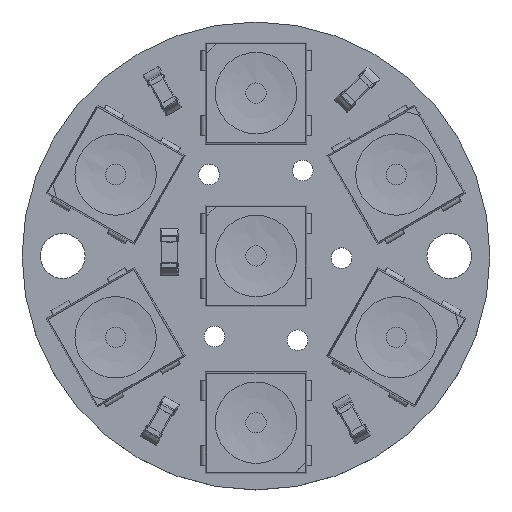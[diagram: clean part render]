
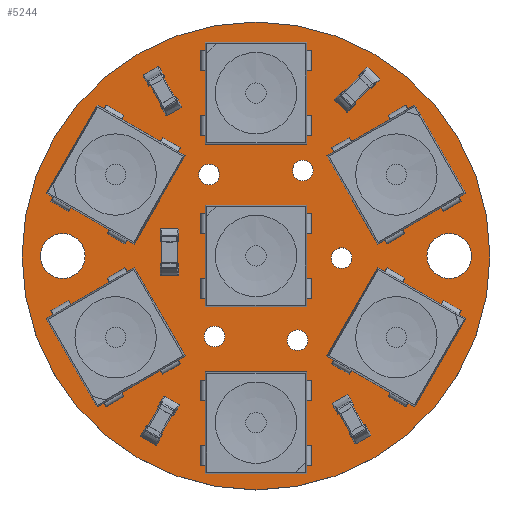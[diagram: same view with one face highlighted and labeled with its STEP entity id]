
A CAD part, top view. The second image highlights one B-rep face of the part: STEP entity #5244.
In plain terms, the highlighted planar face has unit normal (0, 0, 1).
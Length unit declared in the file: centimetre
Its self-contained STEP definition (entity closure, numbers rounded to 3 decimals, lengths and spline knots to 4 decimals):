
#1211=PLANE('',#5625);
#1389=FACE_BOUND('',#1814,.T.);
#1390=FACE_BOUND('',#1815,.T.);
#1391=FACE_BOUND('',#1816,.T.);
#1392=FACE_BOUND('',#1817,.T.);
#1393=FACE_BOUND('',#1818,.T.);
#1394=FACE_BOUND('',#1819,.T.);
#1395=FACE_BOUND('',#1820,.T.);
#1396=FACE_BOUND('',#1821,.T.);
#1397=FACE_BOUND('',#1822,.T.);
#1398=FACE_BOUND('',#1823,.T.);
#1399=FACE_BOUND('',#1824,.T.);
#1400=FACE_BOUND('',#1825,.T.);
#1401=FACE_BOUND('',#1826,.T.);
#1402=FACE_BOUND('',#1827,.T.);
#1403=FACE_BOUND('',#1828,.T.);
#1404=FACE_BOUND('',#1829,.T.);
#1405=FACE_BOUND('',#1830,.T.);
#1406=FACE_BOUND('',#1831,.T.);
#1407=FACE_BOUND('',#1832,.T.);
#1408=FACE_BOUND('',#1833,.T.);
#1409=FACE_BOUND('',#1834,.T.);
#1410=FACE_BOUND('',#1835,.T.);
#1471=FACE_OUTER_BOUND('',#1813,.T.);
#1813=EDGE_LOOP('',(#3673));
#1814=EDGE_LOOP('',(#3674));
#1815=EDGE_LOOP('',(#3675));
#1816=EDGE_LOOP('',(#3676));
#1817=EDGE_LOOP('',(#3677));
#1818=EDGE_LOOP('',(#3678));
#1819=EDGE_LOOP('',(#3679));
#1820=EDGE_LOOP('',(#3680));
#1821=EDGE_LOOP('',(#3681));
#1822=EDGE_LOOP('',(#3682));
#1823=EDGE_LOOP('',(#3683));
#1824=EDGE_LOOP('',(#3684));
#1825=EDGE_LOOP('',(#3685));
#1826=EDGE_LOOP('',(#3686));
#1827=EDGE_LOOP('',(#3687));
#1828=EDGE_LOOP('',(#3688));
#1829=EDGE_LOOP('',(#3689));
#1830=EDGE_LOOP('',(#3690));
#1831=EDGE_LOOP('',(#3691));
#1832=EDGE_LOOP('',(#3692));
#1833=EDGE_LOOP('',(#3693));
#1834=EDGE_LOOP('',(#3694));
#1835=EDGE_LOOP('',(#3695));
#2168=CIRCLE('',#5557,0.02);
#2170=CIRCLE('',#5560,0.02);
#2172=CIRCLE('',#5563,0.02);
#2174=CIRCLE('',#5566,0.02);
#2176=CIRCLE('',#5569,0.02);
#2178=CIRCLE('',#5572,0.02);
#2180=CIRCLE('',#5575,0.02);
#2182=CIRCLE('',#5578,0.02);
#2184=CIRCLE('',#5581,0.02);
#2186=CIRCLE('',#5584,0.02);
#2188=CIRCLE('',#5587,0.02);
#2190=CIRCLE('',#5590,0.02);
#2192=CIRCLE('',#5593,0.02);
#2194=CIRCLE('',#5596,0.02);
#2196=CIRCLE('',#5599,0.02);
#2198=CIRCLE('',#5602,0.0508);
#2200=CIRCLE('',#5605,0.0508);
#2202=CIRCLE('',#5608,0.0508);
#2204=CIRCLE('',#5611,0.0508);
#2206=CIRCLE('',#5614,0.0508);
#2208=CIRCLE('',#5617,0.11);
#2210=CIRCLE('',#5620,0.11);
#2212=CIRCLE('',#5623,1.15);
#2398=VERTEX_POINT('',#7779);
#2400=VERTEX_POINT('',#7784);
#2402=VERTEX_POINT('',#7789);
#2404=VERTEX_POINT('',#7794);
#2406=VERTEX_POINT('',#7799);
#2408=VERTEX_POINT('',#7804);
#2410=VERTEX_POINT('',#7809);
#2412=VERTEX_POINT('',#7814);
#2414=VERTEX_POINT('',#7819);
#2416=VERTEX_POINT('',#7824);
#2418=VERTEX_POINT('',#7829);
#2420=VERTEX_POINT('',#7834);
#2422=VERTEX_POINT('',#7839);
#2424=VERTEX_POINT('',#7844);
#2426=VERTEX_POINT('',#7849);
#2428=VERTEX_POINT('',#7854);
#2430=VERTEX_POINT('',#7859);
#2432=VERTEX_POINT('',#7864);
#2434=VERTEX_POINT('',#7869);
#2436=VERTEX_POINT('',#7874);
#2438=VERTEX_POINT('',#7879);
#2440=VERTEX_POINT('',#7884);
#2442=VERTEX_POINT('',#7889);
#2886=EDGE_CURVE('',#2398,#2398,#2168,.T.);
#2888=EDGE_CURVE('',#2400,#2400,#2170,.T.);
#2890=EDGE_CURVE('',#2402,#2402,#2172,.T.);
#2892=EDGE_CURVE('',#2404,#2404,#2174,.T.);
#2894=EDGE_CURVE('',#2406,#2406,#2176,.T.);
#2896=EDGE_CURVE('',#2408,#2408,#2178,.T.);
#2898=EDGE_CURVE('',#2410,#2410,#2180,.T.);
#2900=EDGE_CURVE('',#2412,#2412,#2182,.T.);
#2902=EDGE_CURVE('',#2414,#2414,#2184,.T.);
#2904=EDGE_CURVE('',#2416,#2416,#2186,.T.);
#2906=EDGE_CURVE('',#2418,#2418,#2188,.T.);
#2908=EDGE_CURVE('',#2420,#2420,#2190,.T.);
#2910=EDGE_CURVE('',#2422,#2422,#2192,.T.);
#2912=EDGE_CURVE('',#2424,#2424,#2194,.T.);
#2914=EDGE_CURVE('',#2426,#2426,#2196,.T.);
#2916=EDGE_CURVE('',#2428,#2428,#2198,.T.);
#2918=EDGE_CURVE('',#2430,#2430,#2200,.T.);
#2920=EDGE_CURVE('',#2432,#2432,#2202,.T.);
#2922=EDGE_CURVE('',#2434,#2434,#2204,.T.);
#2924=EDGE_CURVE('',#2436,#2436,#2206,.T.);
#2926=EDGE_CURVE('',#2438,#2438,#2208,.T.);
#2928=EDGE_CURVE('',#2440,#2440,#2210,.T.);
#2930=EDGE_CURVE('',#2442,#2442,#2212,.T.);
#3673=ORIENTED_EDGE('',*,*,#2930,.T.);
#3674=ORIENTED_EDGE('',*,*,#2886,.T.);
#3675=ORIENTED_EDGE('',*,*,#2888,.T.);
#3676=ORIENTED_EDGE('',*,*,#2890,.T.);
#3677=ORIENTED_EDGE('',*,*,#2892,.T.);
#3678=ORIENTED_EDGE('',*,*,#2894,.T.);
#3679=ORIENTED_EDGE('',*,*,#2896,.T.);
#3680=ORIENTED_EDGE('',*,*,#2898,.T.);
#3681=ORIENTED_EDGE('',*,*,#2900,.T.);
#3682=ORIENTED_EDGE('',*,*,#2902,.T.);
#3683=ORIENTED_EDGE('',*,*,#2904,.T.);
#3684=ORIENTED_EDGE('',*,*,#2906,.T.);
#3685=ORIENTED_EDGE('',*,*,#2908,.T.);
#3686=ORIENTED_EDGE('',*,*,#2910,.T.);
#3687=ORIENTED_EDGE('',*,*,#2912,.T.);
#3688=ORIENTED_EDGE('',*,*,#2914,.T.);
#3689=ORIENTED_EDGE('',*,*,#2916,.T.);
#3690=ORIENTED_EDGE('',*,*,#2918,.T.);
#3691=ORIENTED_EDGE('',*,*,#2920,.T.);
#3692=ORIENTED_EDGE('',*,*,#2922,.T.);
#3693=ORIENTED_EDGE('',*,*,#2924,.T.);
#3694=ORIENTED_EDGE('',*,*,#2926,.T.);
#3695=ORIENTED_EDGE('',*,*,#2928,.T.);
#5244=ADVANCED_FACE('',(#1471,#1389,#1390,#1391,#1392,#1393,#1394,#1395,
#1396,#1397,#1398,#1399,#1400,#1401,#1402,#1403,#1404,#1405,#1406,#1407,
#1408,#1409,#1410),#1211,.T.);
#5557=AXIS2_PLACEMENT_3D('',#7780,#6156,#6157);
#5560=AXIS2_PLACEMENT_3D('',#7785,#6162,#6163);
#5563=AXIS2_PLACEMENT_3D('',#7790,#6168,#6169);
#5566=AXIS2_PLACEMENT_3D('',#7795,#6174,#6175);
#5569=AXIS2_PLACEMENT_3D('',#7800,#6180,#6181);
#5572=AXIS2_PLACEMENT_3D('',#7805,#6186,#6187);
#5575=AXIS2_PLACEMENT_3D('',#7810,#6192,#6193);
#5578=AXIS2_PLACEMENT_3D('',#7815,#6198,#6199);
#5581=AXIS2_PLACEMENT_3D('',#7820,#6204,#6205);
#5584=AXIS2_PLACEMENT_3D('',#7825,#6210,#6211);
#5587=AXIS2_PLACEMENT_3D('',#7830,#6216,#6217);
#5590=AXIS2_PLACEMENT_3D('',#7835,#6222,#6223);
#5593=AXIS2_PLACEMENT_3D('',#7840,#6228,#6229);
#5596=AXIS2_PLACEMENT_3D('',#7845,#6234,#6235);
#5599=AXIS2_PLACEMENT_3D('',#7850,#6240,#6241);
#5602=AXIS2_PLACEMENT_3D('',#7855,#6246,#6247);
#5605=AXIS2_PLACEMENT_3D('',#7860,#6252,#6253);
#5608=AXIS2_PLACEMENT_3D('',#7865,#6258,#6259);
#5611=AXIS2_PLACEMENT_3D('',#7870,#6264,#6265);
#5614=AXIS2_PLACEMENT_3D('',#7875,#6270,#6271);
#5617=AXIS2_PLACEMENT_3D('',#7880,#6276,#6277);
#5620=AXIS2_PLACEMENT_3D('',#7885,#6282,#6283);
#5623=AXIS2_PLACEMENT_3D('',#7890,#6288,#6289);
#5625=AXIS2_PLACEMENT_3D('',#7893,#6292,#6293);
#6156=DIRECTION('center_axis',(0.,0.,-1.));
#6157=DIRECTION('ref_axis',(1.,0.,0.));
#6162=DIRECTION('center_axis',(0.,0.,-1.));
#6163=DIRECTION('ref_axis',(1.,0.,0.));
#6168=DIRECTION('center_axis',(0.,0.,-1.));
#6169=DIRECTION('ref_axis',(1.,0.,0.));
#6174=DIRECTION('center_axis',(0.,0.,-1.));
#6175=DIRECTION('ref_axis',(1.,0.,0.));
#6180=DIRECTION('center_axis',(0.,0.,-1.));
#6181=DIRECTION('ref_axis',(1.,0.,0.));
#6186=DIRECTION('center_axis',(0.,0.,-1.));
#6187=DIRECTION('ref_axis',(1.,0.,0.));
#6192=DIRECTION('center_axis',(0.,0.,-1.));
#6193=DIRECTION('ref_axis',(1.,0.,0.));
#6198=DIRECTION('center_axis',(0.,0.,-1.));
#6199=DIRECTION('ref_axis',(1.,0.,0.));
#6204=DIRECTION('center_axis',(0.,0.,-1.));
#6205=DIRECTION('ref_axis',(1.,0.,0.));
#6210=DIRECTION('center_axis',(0.,0.,-1.));
#6211=DIRECTION('ref_axis',(1.,0.,0.));
#6216=DIRECTION('center_axis',(0.,0.,-1.));
#6217=DIRECTION('ref_axis',(1.,0.,0.));
#6222=DIRECTION('center_axis',(0.,0.,-1.));
#6223=DIRECTION('ref_axis',(1.,0.,0.));
#6228=DIRECTION('center_axis',(0.,0.,-1.));
#6229=DIRECTION('ref_axis',(1.,0.,0.));
#6234=DIRECTION('center_axis',(0.,0.,-1.));
#6235=DIRECTION('ref_axis',(1.,0.,0.));
#6240=DIRECTION('center_axis',(0.,0.,-1.));
#6241=DIRECTION('ref_axis',(1.,0.,0.));
#6246=DIRECTION('center_axis',(0.,0.,-1.));
#6247=DIRECTION('ref_axis',(1.,0.,0.));
#6252=DIRECTION('center_axis',(0.,0.,-1.));
#6253=DIRECTION('ref_axis',(1.,0.,0.));
#6258=DIRECTION('center_axis',(0.,0.,-1.));
#6259=DIRECTION('ref_axis',(1.,0.,0.));
#6264=DIRECTION('center_axis',(0.,0.,-1.));
#6265=DIRECTION('ref_axis',(1.,0.,0.));
#6270=DIRECTION('center_axis',(0.,0.,-1.));
#6271=DIRECTION('ref_axis',(1.,0.,0.));
#6276=DIRECTION('center_axis',(0.,0.,-1.));
#6277=DIRECTION('ref_axis',(1.,0.,0.));
#6282=DIRECTION('center_axis',(0.,0.,-1.));
#6283=DIRECTION('ref_axis',(1.,0.,0.));
#6288=DIRECTION('center_axis',(0.,0.,1.));
#6289=DIRECTION('ref_axis',(1.,0.,0.));
#6292=DIRECTION('center_axis',(0.,0.,1.));
#6293=DIRECTION('ref_axis',(1.,0.,0.));
#7779=CARTESIAN_POINT('',(-0.89,-0.43,0.16));
#7780=CARTESIAN_POINT('Origin',(-0.87,-0.43,0.16));
#7784=CARTESIAN_POINT('',(-0.06,-1.,0.16));
#7785=CARTESIAN_POINT('Origin',(-0.04,-1.,0.16));
#7789=CARTESIAN_POINT('',(0.78,-0.56,0.16));
#7790=CARTESIAN_POINT('Origin',(0.8,-0.56,0.16));
#7794=CARTESIAN_POINT('',(-0.53,0.38,0.16));
#7795=CARTESIAN_POINT('Origin',(-0.51,0.38,0.16));
#7799=CARTESIAN_POINT('',(0.48,0.38,0.16));
#7800=CARTESIAN_POINT('Origin',(0.5,0.38,0.16));
#7804=CARTESIAN_POINT('',(-0.61,-0.24,0.16));
#7805=CARTESIAN_POINT('Origin',(-0.59,-0.24,0.16));
#7809=CARTESIAN_POINT('',(0.55,0.26,0.16));
#7810=CARTESIAN_POINT('Origin',(0.57,0.26,0.16));
#7814=CARTESIAN_POINT('',(0.06,0.64,0.16));
#7815=CARTESIAN_POINT('Origin',(0.08,0.64,0.16));
#7819=CARTESIAN_POINT('',(0.49,-0.41,0.16));
#7820=CARTESIAN_POINT('Origin',(0.51,-0.41,0.16));
#7824=CARTESIAN_POINT('',(0.03,0.97,0.16));
#7825=CARTESIAN_POINT('Origin',(0.05,0.97,0.16));
#7829=CARTESIAN_POINT('',(0.82,0.46,0.16));
#7830=CARTESIAN_POINT('Origin',(0.84,0.46,0.16));
#7834=CARTESIAN_POINT('',(0.56,-0.27,0.16));
#7835=CARTESIAN_POINT('Origin',(0.58,-0.27,0.16));
#7839=CARTESIAN_POINT('',(0.07,-0.65,0.16));
#7840=CARTESIAN_POINT('Origin',(0.09,-0.65,0.16));
#7844=CARTESIAN_POINT('',(-0.55,-0.37,0.16));
#7845=CARTESIAN_POINT('Origin',(-0.53,-0.37,0.16));
#7849=CARTESIAN_POINT('',(-0.74,0.37,0.16));
#7850=CARTESIAN_POINT('Origin',(-0.72,0.37,0.16));
#7854=CARTESIAN_POINT('',(0.3699,-0.0108,0.16));
#7855=CARTESIAN_POINT('Origin',(0.4207,-0.0108,0.16));
#7859=CARTESIAN_POINT('',(-0.2549,-0.3963,0.16));
#7860=CARTESIAN_POINT('Origin',(-0.2041,-0.3963,0.16));
#7864=CARTESIAN_POINT('',(-0.2811,0.4004,0.16));
#7865=CARTESIAN_POINT('Origin',(-0.2303,0.4004,0.16));
#7869=CARTESIAN_POINT('',(0.1535,-0.4141,0.16));
#7870=CARTESIAN_POINT('Origin',(0.2043,-0.4141,0.16));
#7874=CARTESIAN_POINT('',(0.1792,0.42,0.16));
#7875=CARTESIAN_POINT('Origin',(0.23,0.42,0.16));
#7879=CARTESIAN_POINT('',(0.84,0.,0.16));
#7880=CARTESIAN_POINT('Origin',(0.95,0.,0.16));
#7884=CARTESIAN_POINT('',(-1.06,0.,0.16));
#7885=CARTESIAN_POINT('Origin',(-0.95,0.,0.16));
#7889=CARTESIAN_POINT('',(-1.15,0.,0.16));
#7890=CARTESIAN_POINT('Origin',(0.,0.,0.16));
#7893=CARTESIAN_POINT('Origin',(0.,0.,0.16));
